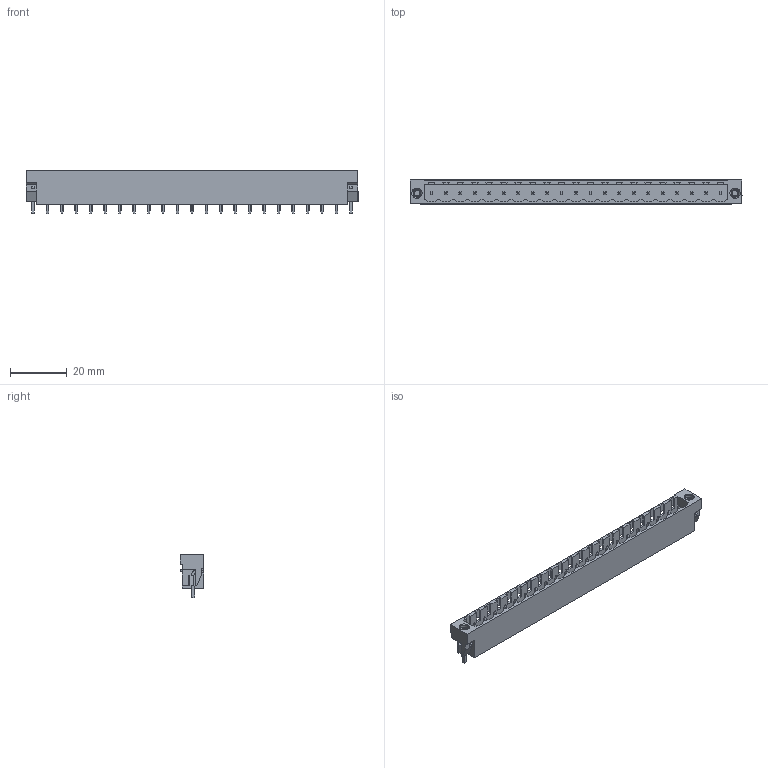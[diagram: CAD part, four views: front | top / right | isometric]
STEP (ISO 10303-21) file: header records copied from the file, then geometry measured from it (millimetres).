
FILE_DESCRIPTION(('CATIA V5 STEP Exchange','CAx-IF Rec.Pracs.--- Model Styling and Organization---1.2---2011-12-15'),'2;1');
FILE_NAME ('D1449141_0', '2018-10-25T03:27:41+00:00', ('none'), ('Weidmueller'), 'CATIA Version 5-6 Release 2014', 'CATIA V5 STEP AP214', 'none');
FILE_SCHEMA(('AUTOMOTIVE_DESIGN { 1 0 10303 214 1 1 1 1 }'));
Length unit declared in the file: millimetre
Products named in the file (1): 1148400000
Bounding box: 116.68 x 8.43 x 15.2 mm (x, y, z)
Volume: 5440.5 mm3; surface area: 8867.4 mm2
Topology: 26 solids, 26 shells, 923 faces, 2745 edges, 1832 vertices
Faces by surface type: plane 698, cylinder 213, cone 12
Entity records: 28646 total; most frequent: CARTESIAN_POINT 6276, ORIENTED_EDGE 5490, DIRECTION 3285, EDGE_CURVE 2745, VECTOR 1971, LINE 1971, VERTEX_POINT 1832, EDGE_LOOP 977
